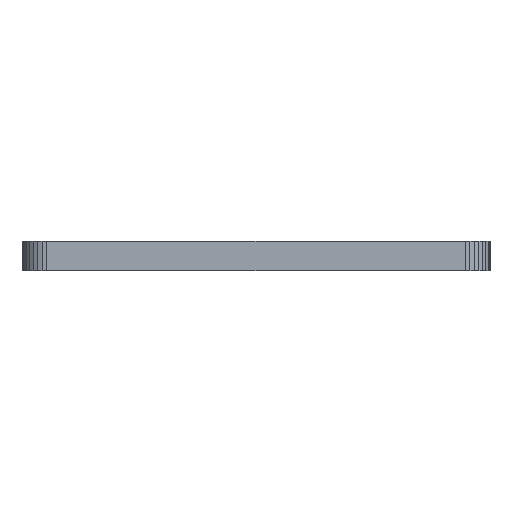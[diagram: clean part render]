
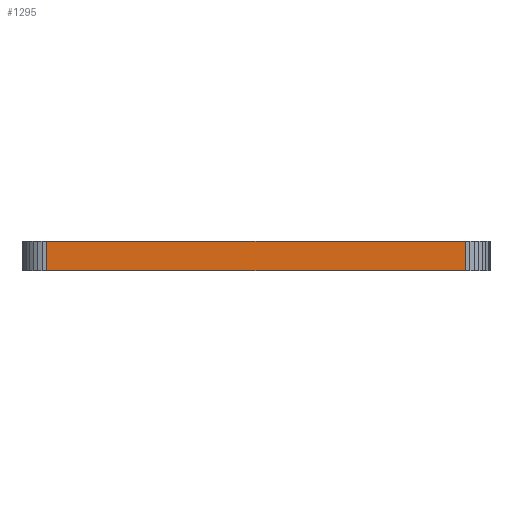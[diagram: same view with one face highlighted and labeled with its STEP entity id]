
A CAD part, front view. The second image highlights one B-rep face of the part: STEP entity #1295.
In plain terms, the highlighted planar face has unit normal (0, -1, 0).
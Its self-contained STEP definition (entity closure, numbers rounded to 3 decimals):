
#90 = PLANE('',#91);
#91 = AXIS2_PLACEMENT_3D('',#92,#93,#94);
#92 = CARTESIAN_POINT('',(61.11,-66.51,1.18));
#93 = DIRECTION('',(-0.,-0.,-1.));
#94 = DIRECTION('',(-1.,0.,0.));
#144 = PLANE('',#145);
#145 = AXIS2_PLACEMENT_3D('',#146,#147,#148);
#146 = CARTESIAN_POINT('',(61.11,-66.51,0.));
#147 = DIRECTION('',(-0.,-0.,-1.));
#148 = DIRECTION('',(-1.,0.,0.));
#1187 = PLANE('',#1188);
#1188 = AXIS2_PLACEMENT_3D('',#1189,#1190,#1191);
#1189 = CARTESIAN_POINT('',(69.695,-83.501,0.));
#1190 = DIRECTION('',(0.098,-0.995,0.));
#1191 = DIRECTION('',(-0.995,-0.098,0.));
#1225 = VERTEX_POINT('',#1226);
#1226 = CARTESIAN_POINT('',(69.5,-83.52,1.18));
#1247 = EDGE_CURVE('',#1248,#1225,#1250,.T.);
#1248 = VERTEX_POINT('',#1249);
#1249 = CARTESIAN_POINT('',(69.5,-83.52,0.));
#1250 = SURFACE_CURVE('',#1251,(#1255,#1262),.PCURVE_S1.);
#1251 = LINE('',#1252,#1253);
#1252 = CARTESIAN_POINT('',(69.5,-83.52,0.));
#1253 = VECTOR('',#1254,1.);
#1254 = DIRECTION('',(0.,0.,1.));
#1255 = PCURVE('',#1187,#1256);
#1256 = DEFINITIONAL_REPRESENTATION('',(#1257),#1261);
#1257 = LINE('',#1258,#1259);
#1258 = CARTESIAN_POINT('',(0.196,0.));
#1259 = VECTOR('',#1260,1.);
#1260 = DIRECTION('',(0.,-1.));
#1261 = ( GEOMETRIC_REPRESENTATION_CONTEXT(2) 
PARAMETRIC_REPRESENTATION_CONTEXT() REPRESENTATION_CONTEXT('2D SPACE',''
  ) );
#1262 = PCURVE('',#1263,#1268);
#1263 = PLANE('',#1264);
#1264 = AXIS2_PLACEMENT_3D('',#1265,#1266,#1267);
#1265 = CARTESIAN_POINT('',(69.5,-83.52,0.));
#1266 = DIRECTION('',(0.,-1.,0.));
#1267 = DIRECTION('',(-1.,0.,0.));
#1268 = DEFINITIONAL_REPRESENTATION('',(#1269),#1273);
#1269 = LINE('',#1270,#1271);
#1270 = CARTESIAN_POINT('',(0.,-0.));
#1271 = VECTOR('',#1272,1.);
#1272 = DIRECTION('',(0.,-1.));
#1273 = ( GEOMETRIC_REPRESENTATION_CONTEXT(2) 
PARAMETRIC_REPRESENTATION_CONTEXT() REPRESENTATION_CONTEXT('2D SPACE',''
  ) );
#1295 = ADVANCED_FACE('',(#1296),#1263,.T.);
#1296 = FACE_BOUND('',#1297,.T.);
#1297 = EDGE_LOOP('',(#1298,#1299,#1322,#1350));
#1298 = ORIENTED_EDGE('',*,*,#1247,.T.);
#1299 = ORIENTED_EDGE('',*,*,#1300,.T.);
#1300 = EDGE_CURVE('',#1225,#1301,#1303,.T.);
#1301 = VERTEX_POINT('',#1302);
#1302 = CARTESIAN_POINT('',(52.72,-83.52,1.18));
#1303 = SURFACE_CURVE('',#1304,(#1308,#1315),.PCURVE_S1.);
#1304 = LINE('',#1305,#1306);
#1305 = CARTESIAN_POINT('',(69.5,-83.52,1.18));
#1306 = VECTOR('',#1307,1.);
#1307 = DIRECTION('',(-1.,0.,0.));
#1308 = PCURVE('',#1263,#1309);
#1309 = DEFINITIONAL_REPRESENTATION('',(#1310),#1314);
#1310 = LINE('',#1311,#1312);
#1311 = CARTESIAN_POINT('',(0.,-1.18));
#1312 = VECTOR('',#1313,1.);
#1313 = DIRECTION('',(1.,0.));
#1314 = ( GEOMETRIC_REPRESENTATION_CONTEXT(2) 
PARAMETRIC_REPRESENTATION_CONTEXT() REPRESENTATION_CONTEXT('2D SPACE',''
  ) );
#1315 = PCURVE('',#90,#1316);
#1316 = DEFINITIONAL_REPRESENTATION('',(#1317),#1321);
#1317 = LINE('',#1318,#1319);
#1318 = CARTESIAN_POINT('',(-8.39,-17.01));
#1319 = VECTOR('',#1320,1.);
#1320 = DIRECTION('',(1.,0.));
#1321 = ( GEOMETRIC_REPRESENTATION_CONTEXT(2) 
PARAMETRIC_REPRESENTATION_CONTEXT() REPRESENTATION_CONTEXT('2D SPACE',''
  ) );
#1322 = ORIENTED_EDGE('',*,*,#1323,.F.);
#1323 = EDGE_CURVE('',#1324,#1301,#1326,.T.);
#1324 = VERTEX_POINT('',#1325);
#1325 = CARTESIAN_POINT('',(52.72,-83.52,0.));
#1326 = SURFACE_CURVE('',#1327,(#1331,#1338),.PCURVE_S1.);
#1327 = LINE('',#1328,#1329);
#1328 = CARTESIAN_POINT('',(52.72,-83.52,0.));
#1329 = VECTOR('',#1330,1.);
#1330 = DIRECTION('',(0.,0.,1.));
#1331 = PCURVE('',#1263,#1332);
#1332 = DEFINITIONAL_REPRESENTATION('',(#1333),#1337);
#1333 = LINE('',#1334,#1335);
#1334 = CARTESIAN_POINT('',(16.78,0.));
#1335 = VECTOR('',#1336,1.);
#1336 = DIRECTION('',(0.,-1.));
#1337 = ( GEOMETRIC_REPRESENTATION_CONTEXT(2) 
PARAMETRIC_REPRESENTATION_CONTEXT() REPRESENTATION_CONTEXT('2D SPACE',''
  ) );
#1338 = PCURVE('',#1339,#1344);
#1339 = PLANE('',#1340);
#1340 = AXIS2_PLACEMENT_3D('',#1341,#1342,#1343);
#1341 = CARTESIAN_POINT('',(52.72,-83.52,0.));
#1342 = DIRECTION('',(-0.098,-0.995,0.));
#1343 = DIRECTION('',(-0.995,0.098,0.));
#1344 = DEFINITIONAL_REPRESENTATION('',(#1345),#1349);
#1345 = LINE('',#1346,#1347);
#1346 = CARTESIAN_POINT('',(0.,0.));
#1347 = VECTOR('',#1348,1.);
#1348 = DIRECTION('',(0.,-1.));
#1349 = ( GEOMETRIC_REPRESENTATION_CONTEXT(2) 
PARAMETRIC_REPRESENTATION_CONTEXT() REPRESENTATION_CONTEXT('2D SPACE',''
  ) );
#1350 = ORIENTED_EDGE('',*,*,#1351,.F.);
#1351 = EDGE_CURVE('',#1248,#1324,#1352,.T.);
#1352 = SURFACE_CURVE('',#1353,(#1357,#1364),.PCURVE_S1.);
#1353 = LINE('',#1354,#1355);
#1354 = CARTESIAN_POINT('',(69.5,-83.52,0.));
#1355 = VECTOR('',#1356,1.);
#1356 = DIRECTION('',(-1.,0.,0.));
#1357 = PCURVE('',#1263,#1358);
#1358 = DEFINITIONAL_REPRESENTATION('',(#1359),#1363);
#1359 = LINE('',#1360,#1361);
#1360 = CARTESIAN_POINT('',(0.,-0.));
#1361 = VECTOR('',#1362,1.);
#1362 = DIRECTION('',(1.,0.));
#1363 = ( GEOMETRIC_REPRESENTATION_CONTEXT(2) 
PARAMETRIC_REPRESENTATION_CONTEXT() REPRESENTATION_CONTEXT('2D SPACE',''
  ) );
#1364 = PCURVE('',#144,#1365);
#1365 = DEFINITIONAL_REPRESENTATION('',(#1366),#1370);
#1366 = LINE('',#1367,#1368);
#1367 = CARTESIAN_POINT('',(-8.39,-17.01));
#1368 = VECTOR('',#1369,1.);
#1369 = DIRECTION('',(1.,0.));
#1370 = ( GEOMETRIC_REPRESENTATION_CONTEXT(2) 
PARAMETRIC_REPRESENTATION_CONTEXT() REPRESENTATION_CONTEXT('2D SPACE',''
  ) );
